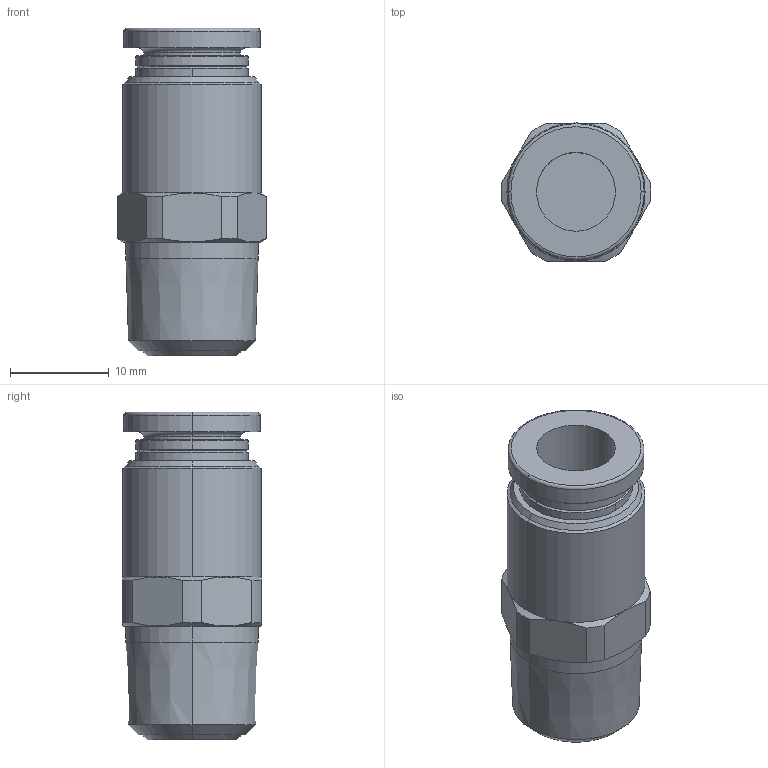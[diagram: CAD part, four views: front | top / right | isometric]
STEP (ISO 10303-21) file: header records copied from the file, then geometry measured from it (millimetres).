
FILE_DESCRIPTION(/* description */ ('AP214 STEP file'),/* implementation_level */ '2;1');
FILE_NAME(/* name */ 'JKC8-02__.stp',/* time_stamp */ '2021-12-23T18:13:24+09:00',/* author */ (''),/* organization */ (''),/* preprocessor_version */ 'ST-DEVELOPER v17.1',/* originating_system */ 'Elysium Co. Ltd. STEP Translator v8.1.0.6',/* authorisation */ '');
FILE_SCHEMA (('AUTOMOTIVE_DESIGN { 1 0 10303 214 3 1 1 }'));
Length unit declared in the file: millimetre
Products named in the file (1): JKC8-02__
Bounding box: 15.2 x 14 x 33.2 mm (x, y, z)
Volume: 3802.9 mm3; surface area: 2265.1 mm2
Topology: 1 solids, 1 shells, 62 faces, 138 edges, 84 vertices
Faces by surface type: cone 24, cylinder 20, plane 14, torus 4
Entity records: 1325 total; most frequent: ORIENTED_EDGE 276, CARTESIAN_POINT 166, EDGE_CURVE 138, AXIS2_PLACEMENT_3D 137, VERTEX_POINT 84, CIRCLE 74, EDGE_LOOP 68, ADVANCED_FACE 62
